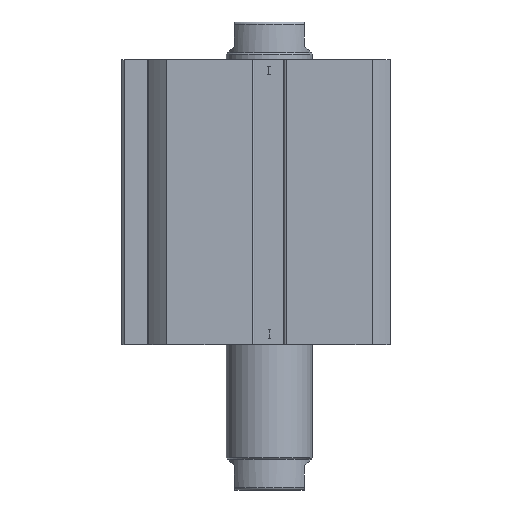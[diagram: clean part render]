
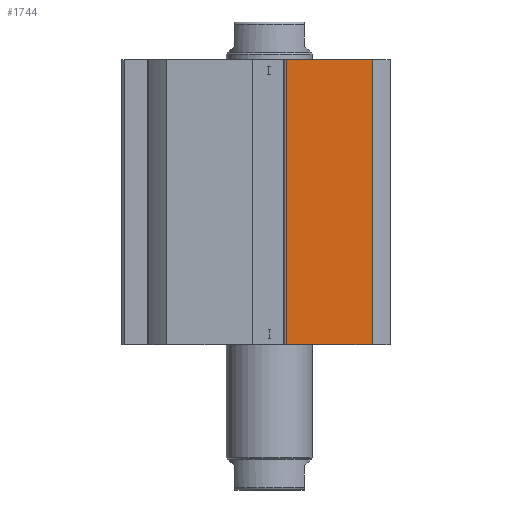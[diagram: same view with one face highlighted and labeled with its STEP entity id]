
A CAD part, left-side view. The second image highlights one B-rep face of the part: STEP entity #1744.
In plain terms, the highlighted planar face has unit normal (-1, 0, 0).
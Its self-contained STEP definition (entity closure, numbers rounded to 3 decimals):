
#618 = DIRECTION ( 'NONE',  ( 0., 0., -1. ) ) ;
#619 = DIRECTION ( 'NONE',  ( 1., 0., 0. ) ) ;
#626 = CARTESIAN_POINT ( 'NONE',  ( -22.5, -22.5, 53. ) ) ;
#631 = PLANE ( 'NONE',  #2620 ) ;
#1269 = CARTESIAN_POINT ( 'NONE',  ( -22.5, -19.079, 0. ) ) ;
#1272 = CARTESIAN_POINT ( 'NONE',  ( -22.5, -3.2, 0. ) ) ;
#1543 = VERTEX_POINT ( 'NONE', #1272 ) ;
#1544 = VERTEX_POINT ( 'NONE', #1269 ) ;
#1744 = ADVANCED_FACE ( 'NONE', ( #4382 ), #631, .F. ) ;
#2143 = EDGE_CURVE ( 'NONE', #3042, #1544, #4857, .T. ) ;
#2148 = EDGE_CURVE ( 'NONE', #3041, #1543, #4873, .T. ) ;
#2196 = EDGE_CURVE ( 'NONE', #1543, #1544, #4942, .T. ) ;
#2276 = EDGE_CURVE ( 'NONE', #3041, #3042, #5071, .T. ) ;
#2620 = AXIS2_PLACEMENT_3D ( 'NONE', #626, #619, #618 ) ;
#3041 = VERTEX_POINT ( 'NONE', #6687 ) ;
#3042 = VERTEX_POINT ( 'NONE', #6688 ) ;
#3803 = EDGE_LOOP ( 'NONE', ( #7059, #7030, #7078, #7085 ) ) ;
#4382 = FACE_OUTER_BOUND ( 'NONE', #3803, .T. ) ;
#4857 = LINE ( 'NONE', #5826, #4865 ) ;
#4864 = VECTOR ( 'NONE', #5842, 1000. ) ;
#4865 = VECTOR ( 'NONE', #5829, 1000. ) ;
#4873 = LINE ( 'NONE', #5835, #4864 ) ;
#4942 = LINE ( 'NONE', #5968, #4946 ) ;
#4946 = VECTOR ( 'NONE', #5970, 1000. ) ;
#5071 = LINE ( 'NONE', #6204, #5075 ) ;
#5075 = VECTOR ( 'NONE', #6205, 1000. ) ;
#5826 = CARTESIAN_POINT ( 'NONE',  ( -22.5, -19.079, 0. ) ) ;
#5829 = DIRECTION ( 'NONE',  ( 0., 0., -1. ) ) ;
#5835 = CARTESIAN_POINT ( 'NONE',  ( -22.5, -3.2, 53. ) ) ;
#5842 = DIRECTION ( 'NONE',  ( 0., 0., -1. ) ) ;
#5968 = CARTESIAN_POINT ( 'NONE',  ( -22.5, -22.5, 0. ) ) ;
#5970 = DIRECTION ( 'NONE',  ( 0., -1., 0. ) ) ;
#6204 = CARTESIAN_POINT ( 'NONE',  ( -22.5, -22.5, 53. ) ) ;
#6205 = DIRECTION ( 'NONE',  ( 0., -1., 0. ) ) ;
#6687 = CARTESIAN_POINT ( 'NONE',  ( -22.5, -3.2, 53. ) ) ;
#6688 = CARTESIAN_POINT ( 'NONE',  ( -22.5, -19.079, 53. ) ) ;
#7030 = ORIENTED_EDGE ( 'NONE', *, *, #2276, .F. ) ;
#7059 = ORIENTED_EDGE ( 'NONE', *, *, #2143, .F. ) ;
#7078 = ORIENTED_EDGE ( 'NONE', *, *, #2148, .T. ) ;
#7085 = ORIENTED_EDGE ( 'NONE', *, *, #2196, .T. ) ;
